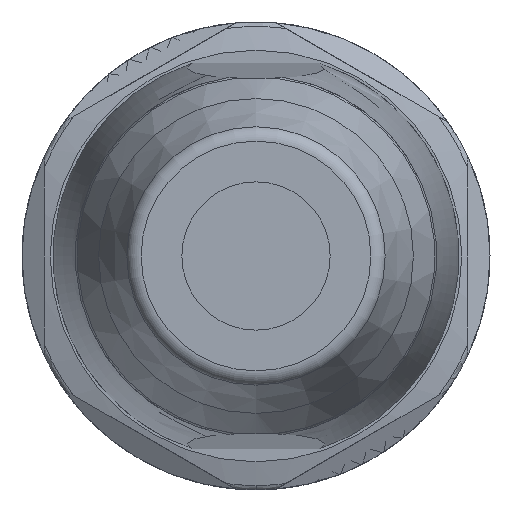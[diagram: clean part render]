
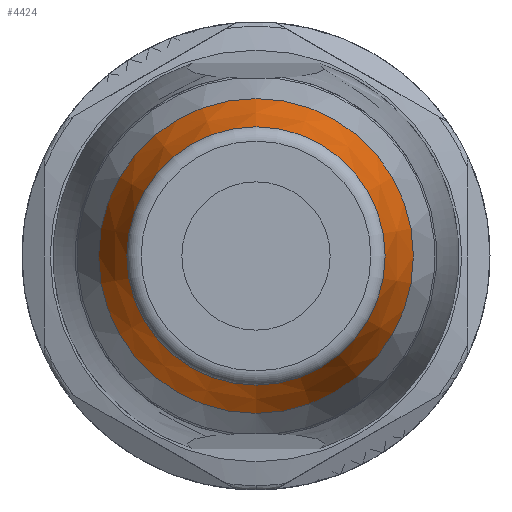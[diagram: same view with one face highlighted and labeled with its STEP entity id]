
A CAD part, left-side view. The second image highlights one B-rep face of the part: STEP entity #4424.
In plain terms, the highlighted conical face has half-angle 19.29 degrees and reference radius 4.267 mm.
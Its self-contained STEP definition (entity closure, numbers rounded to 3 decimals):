
#607=CIRCLE('',#4842,5.2);
#608=CIRCLE('',#4844,4.267);
#1014=VERTEX_POINT('',#6515);
#1015=VERTEX_POINT('',#6519);
#1255=VECTOR('',#7763,1.);
#1601=LINE('',#6518,#1255);
#2271=EDGE_CURVE('',#1014,#1014,#607,.F.);
#2272=EDGE_CURVE('',#1014,#1015,#1601,.T.);
#2273=EDGE_CURVE('',#1015,#1015,#608,.T.);
#3137=ORIENTED_EDGE('',*,*,#2272,.T.);
#3138=ORIENTED_EDGE('',*,*,#2273,.T.);
#3139=ORIENTED_EDGE('',*,*,#2272,.F.);
#3140=ORIENTED_EDGE('',*,*,#2271,.F.);
#3929=EDGE_LOOP('',(#3137,#3138,#3139,#3140));
#4179=FACE_BOUND('',#3929,.T.);
#4424=ADVANCED_FACE('',(#4179),#8159,.T.);
#4842=AXIS2_PLACEMENT_3D('',#6516,#7759,#7760);
#4843=AXIS2_PLACEMENT_3D('',#6517,#7761,#7762);
#4844=AXIS2_PLACEMENT_3D('',#6520,#7764,#7765);
#6515=CARTESIAN_POINT('',(-46.15,0.,-5.2));
#6516=CARTESIAN_POINT('',(-46.15,0.,0.));
#6517=CARTESIAN_POINT('',(-48.815,0.,0.));
#6518=CARTESIAN_POINT('',(-46.417,0.,-5.107));
#6519=CARTESIAN_POINT('',(-48.815,0.,-4.267));
#6520=CARTESIAN_POINT('',(-48.815,0.,0.));
#7759=DIRECTION('',(-1.,0.,0.));
#7760=DIRECTION('',(0.,0.,-5.2));
#7761=DIRECTION('',(1.,0.,0.));
#7762=DIRECTION('',(0.,0.,-4.267));
#7763=DIRECTION('',(-0.944,0.,0.33));
#7764=DIRECTION('',(1.,0.,0.));
#7765=DIRECTION('',(0.,0.,-4.267));
#8159=CONICAL_SURFACE('',#4843,4.267,0.337);
